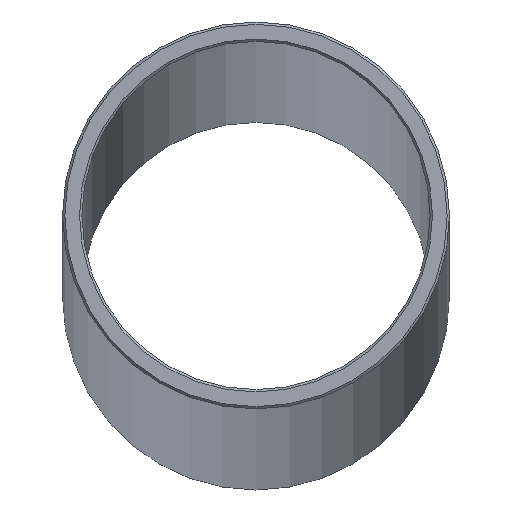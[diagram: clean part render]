
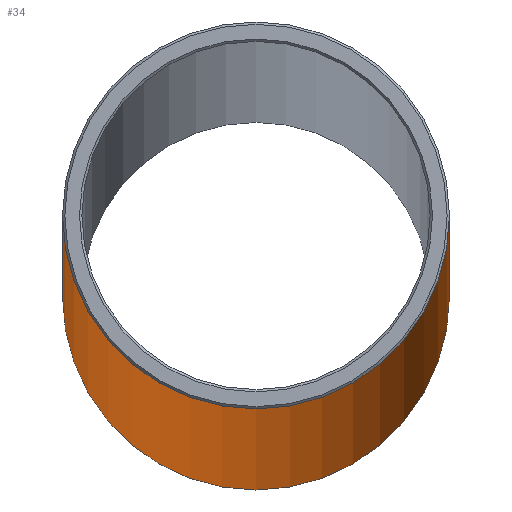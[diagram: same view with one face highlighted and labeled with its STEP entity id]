
A CAD part, top view. The second image highlights one B-rep face of the part: STEP entity #34.
In plain terms, the highlighted cylindrical face has radius 12.5 mm (diameter 25 mm), a full revolution.
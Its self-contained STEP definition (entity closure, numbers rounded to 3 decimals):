
#2 = EDGE_CURVE ( 'NONE', #186, #186, #211, .T. ) ;
#3 = CARTESIAN_POINT ( 'NONE',  ( 12.5, 0., -2999.85 ) ) ;
#7 = FACE_OUTER_BOUND ( 'NONE', #212, .T. ) ;
#23 = CARTESIAN_POINT ( 'NONE',  ( 0., 0., -3000. ) ) ;
#27 = DIRECTION ( 'NONE',  ( 0., 0., 1. ) ) ;
#34 = ADVANCED_FACE ( 'NONE', ( #7, #143 ), #43, .T. ) ;
#43 = CYLINDRICAL_SURFACE ( 'NONE', #144, 12.5 ) ;
#59 = AXIS2_PLACEMENT_3D ( 'NONE', #204, #92, #64 ) ;
#63 = CIRCLE ( 'NONE', #90, 12.5 ) ;
#64 = DIRECTION ( 'NONE',  ( 1., 0., 0. ) ) ;
#65 = DIRECTION ( 'NONE',  ( 1., 0., 0. ) ) ;
#77 = DIRECTION ( 'NONE',  ( 0., 0., 1. ) ) ;
#85 = EDGE_LOOP ( 'NONE', ( #213 ) ) ;
#90 = AXIS2_PLACEMENT_3D ( 'NONE', #94, #27, #65 ) ;
#92 = DIRECTION ( 'NONE',  ( 0., 0., -1. ) ) ;
#94 = CARTESIAN_POINT ( 'NONE',  ( 0., 0., -2999.85 ) ) ;
#110 = EDGE_CURVE ( 'NONE', #140, #140, #63, .T. ) ;
#140 = VERTEX_POINT ( 'NONE', #3 ) ;
#141 = DIRECTION ( 'NONE',  ( 1., 0., 0. ) ) ;
#143 = FACE_OUTER_BOUND ( 'NONE', #85, .T. ) ;
#144 = AXIS2_PLACEMENT_3D ( 'NONE', #23, #77, #141 ) ;
#149 = ORIENTED_EDGE ( 'NONE', *, *, #110, .T. ) ;
#154 = CARTESIAN_POINT ( 'NONE',  ( 12.5, 0., -0.15 ) ) ;
#186 = VERTEX_POINT ( 'NONE', #154 ) ;
#204 = CARTESIAN_POINT ( 'NONE',  ( 0., 0., -0.15 ) ) ;
#211 = CIRCLE ( 'NONE', #59, 12.5 ) ;
#212 = EDGE_LOOP ( 'NONE', ( #149 ) ) ;
#213 = ORIENTED_EDGE ( 'NONE', *, *, #2, .T. ) ;
